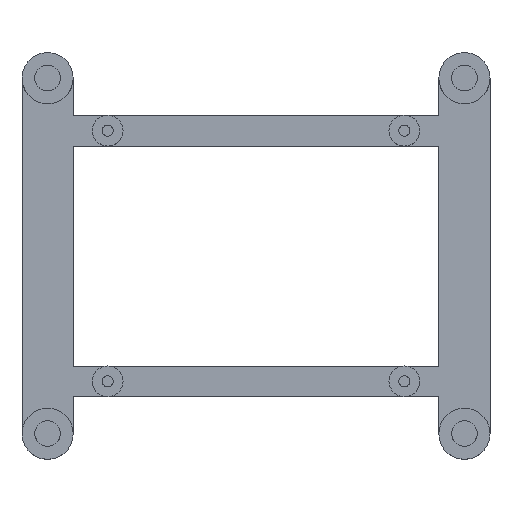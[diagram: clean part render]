
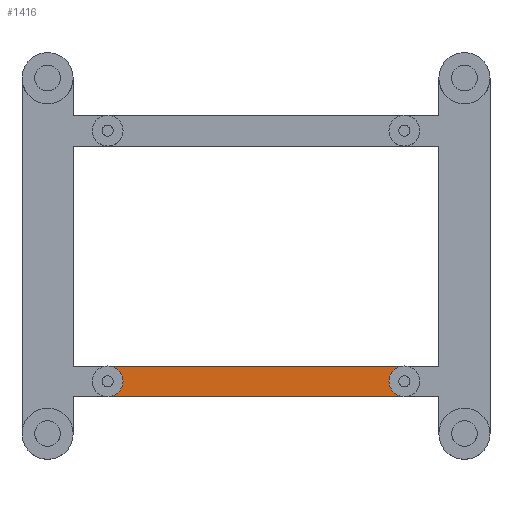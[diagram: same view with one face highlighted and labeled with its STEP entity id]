
A CAD part, top view. The second image highlights one B-rep face of the part: STEP entity #1416.
In plain terms, the highlighted planar face has unit normal (0, 0, 1).
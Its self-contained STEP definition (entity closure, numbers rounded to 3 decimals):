
#126 = PLANE('',#127);
#127 = AXIS2_PLACEMENT_3D('',#128,#129,#130);
#128 = CARTESIAN_POINT('',(40.75,13.25,1.));
#129 = DIRECTION('',(0.,1.,0.));
#130 = DIRECTION('',(0.,-0.,1.));
#373 = VERTEX_POINT('',#374);
#374 = CARTESIAN_POINT('',(11.75,7.25,2.));
#388 = PLANE('',#389);
#389 = AXIS2_PLACEMENT_3D('',#390,#391,#392);
#390 = CARTESIAN_POINT('',(40.75,7.25,1.));
#391 = DIRECTION('',(0.,-1.,0.));
#392 = DIRECTION('',(0.,0.,-1.));
#401 = VERTEX_POINT('',#402);
#402 = CARTESIAN_POINT('',(11.75,13.25,2.));
#417 = CYLINDRICAL_SURFACE('',#418,3.);
#418 = AXIS2_PLACEMENT_3D('',#419,#420,#421);
#419 = CARTESIAN_POINT('',(11.75,10.25,2.));
#420 = DIRECTION('',(-0.,-0.,-1.));
#421 = DIRECTION('',(1.,0.,0.));
#1220 = EDGE_CURVE('',#1221,#401,#1223,.T.);
#1221 = VERTEX_POINT('',#1222);
#1222 = CARTESIAN_POINT('',(14.75,10.25,2.));
#1223 = SURFACE_CURVE('',#1224,(#1229,#1236),.PCURVE_S1.);
#1224 = CIRCLE('',#1225,3.);
#1225 = AXIS2_PLACEMENT_3D('',#1226,#1227,#1228);
#1226 = CARTESIAN_POINT('',(11.75,10.25,2.));
#1227 = DIRECTION('',(0.,0.,1.));
#1228 = DIRECTION('',(1.,0.,0.));
#1229 = PCURVE('',#417,#1230);
#1230 = DEFINITIONAL_REPRESENTATION('',(#1231),#1235);
#1231 = LINE('',#1232,#1233);
#1232 = CARTESIAN_POINT('',(-0.,0.));
#1233 = VECTOR('',#1234,1.);
#1234 = DIRECTION('',(-1.,0.));
#1235 = ( GEOMETRIC_REPRESENTATION_CONTEXT(2) 
PARAMETRIC_REPRESENTATION_CONTEXT() REPRESENTATION_CONTEXT('2D SPACE',''
  ) );
#1236 = PCURVE('',#1237,#1242);
#1237 = PLANE('',#1238);
#1238 = AXIS2_PLACEMENT_3D('',#1239,#1240,#1241);
#1239 = CARTESIAN_POINT('',(40.75,10.25,2.));
#1240 = DIRECTION('',(0.,0.,1.));
#1241 = DIRECTION('',(1.,0.,-0.));
#1242 = DEFINITIONAL_REPRESENTATION('',(#1243),#1247);
#1243 = CIRCLE('',#1244,3.);
#1244 = AXIS2_PLACEMENT_2D('',#1245,#1246);
#1245 = CARTESIAN_POINT('',(-29.,0.));
#1246 = DIRECTION('',(1.,0.));
#1247 = ( GEOMETRIC_REPRESENTATION_CONTEXT(2) 
PARAMETRIC_REPRESENTATION_CONTEXT() REPRESENTATION_CONTEXT('2D SPACE',''
  ) );
#1300 = EDGE_CURVE('',#373,#1221,#1301,.T.);
#1301 = SURFACE_CURVE('',#1302,(#1307,#1314),.PCURVE_S1.);
#1302 = CIRCLE('',#1303,3.);
#1303 = AXIS2_PLACEMENT_3D('',#1304,#1305,#1306);
#1304 = CARTESIAN_POINT('',(11.75,10.25,2.));
#1305 = DIRECTION('',(0.,0.,1.));
#1306 = DIRECTION('',(1.,0.,0.));
#1307 = PCURVE('',#417,#1308);
#1308 = DEFINITIONAL_REPRESENTATION('',(#1309),#1313);
#1309 = LINE('',#1310,#1311);
#1310 = CARTESIAN_POINT('',(-0.,0.));
#1311 = VECTOR('',#1312,1.);
#1312 = DIRECTION('',(-1.,0.));
#1313 = ( GEOMETRIC_REPRESENTATION_CONTEXT(2) 
PARAMETRIC_REPRESENTATION_CONTEXT() REPRESENTATION_CONTEXT('2D SPACE',''
  ) );
#1314 = PCURVE('',#1237,#1315);
#1315 = DEFINITIONAL_REPRESENTATION('',(#1316),#1320);
#1316 = CIRCLE('',#1317,3.);
#1317 = AXIS2_PLACEMENT_2D('',#1318,#1319);
#1318 = CARTESIAN_POINT('',(-29.,0.));
#1319 = DIRECTION('',(1.,0.));
#1320 = ( GEOMETRIC_REPRESENTATION_CONTEXT(2) 
PARAMETRIC_REPRESENTATION_CONTEXT() REPRESENTATION_CONTEXT('2D SPACE',''
  ) );
#1416 = ADVANCED_FACE('',(#1417),#1237,.T.);
#1417 = FACE_BOUND('',#1418,.T.);
#1418 = EDGE_LOOP('',(#1419,#1420,#1421,#1444,#1477,#1505));
#1419 = ORIENTED_EDGE('',*,*,#1220,.F.);
#1420 = ORIENTED_EDGE('',*,*,#1300,.F.);
#1421 = ORIENTED_EDGE('',*,*,#1422,.T.);
#1422 = EDGE_CURVE('',#373,#1423,#1425,.T.);
#1423 = VERTEX_POINT('',#1424);
#1424 = CARTESIAN_POINT('',(69.75,7.25,2.));
#1425 = SURFACE_CURVE('',#1426,(#1430,#1437),.PCURVE_S1.);
#1426 = LINE('',#1427,#1428);
#1427 = CARTESIAN_POINT('',(0.,7.25,2.));
#1428 = VECTOR('',#1429,1.);
#1429 = DIRECTION('',(1.,0.,0.));
#1430 = PCURVE('',#1237,#1431);
#1431 = DEFINITIONAL_REPRESENTATION('',(#1432),#1436);
#1432 = LINE('',#1433,#1434);
#1433 = CARTESIAN_POINT('',(-40.75,-3.));
#1434 = VECTOR('',#1435,1.);
#1435 = DIRECTION('',(1.,0.));
#1436 = ( GEOMETRIC_REPRESENTATION_CONTEXT(2) 
PARAMETRIC_REPRESENTATION_CONTEXT() REPRESENTATION_CONTEXT('2D SPACE',''
  ) );
#1437 = PCURVE('',#388,#1438);
#1438 = DEFINITIONAL_REPRESENTATION('',(#1439),#1443);
#1439 = LINE('',#1440,#1441);
#1440 = CARTESIAN_POINT('',(-1.,-40.75));
#1441 = VECTOR('',#1442,1.);
#1442 = DIRECTION('',(0.,1.));
#1443 = ( GEOMETRIC_REPRESENTATION_CONTEXT(2) 
PARAMETRIC_REPRESENTATION_CONTEXT() REPRESENTATION_CONTEXT('2D SPACE',''
  ) );
#1444 = ORIENTED_EDGE('',*,*,#1445,.T.);
#1445 = EDGE_CURVE('',#1423,#1446,#1448,.T.);
#1446 = VERTEX_POINT('',#1447);
#1447 = CARTESIAN_POINT('',(66.75,10.25,2.));
#1448 = SURFACE_CURVE('',#1449,(#1454,#1465),.PCURVE_S1.);
#1449 = CIRCLE('',#1450,3.);
#1450 = AXIS2_PLACEMENT_3D('',#1451,#1452,#1453);
#1451 = CARTESIAN_POINT('',(69.75,10.25,2.));
#1452 = DIRECTION('',(0.,0.,-1.));
#1453 = DIRECTION('',(-1.,-0.,-0.));
#1454 = PCURVE('',#1237,#1455);
#1455 = DEFINITIONAL_REPRESENTATION('',(#1456),#1464);
#1456 = ( BOUNDED_CURVE() B_SPLINE_CURVE(2,(#1457,#1458,#1459,#1460,
#1461,#1462,#1463),.UNSPECIFIED.,.T.,.F.) B_SPLINE_CURVE_WITH_KNOTS((1,2
    ,2,2,2,1),(-2.094,0.,2.094,4.189,
6.283,8.378),.UNSPECIFIED.) CURVE() 
GEOMETRIC_REPRESENTATION_ITEM() RATIONAL_B_SPLINE_CURVE((1.,0.5,1.,0.5,
1.,0.5,1.)) REPRESENTATION_ITEM('') );
#1457 = CARTESIAN_POINT('',(26.,0.));
#1458 = CARTESIAN_POINT('',(26.,5.196));
#1459 = CARTESIAN_POINT('',(30.5,2.598));
#1460 = CARTESIAN_POINT('',(35.,0.));
#1461 = CARTESIAN_POINT('',(30.5,-2.598));
#1462 = CARTESIAN_POINT('',(26.,-5.196));
#1463 = CARTESIAN_POINT('',(26.,0.));
#1464 = ( GEOMETRIC_REPRESENTATION_CONTEXT(2) 
PARAMETRIC_REPRESENTATION_CONTEXT() REPRESENTATION_CONTEXT('2D SPACE',''
  ) );
#1465 = PCURVE('',#1466,#1471);
#1466 = CYLINDRICAL_SURFACE('',#1467,3.);
#1467 = AXIS2_PLACEMENT_3D('',#1468,#1469,#1470);
#1468 = CARTESIAN_POINT('',(69.75,10.25,2.));
#1469 = DIRECTION('',(0.,0.,-1.));
#1470 = DIRECTION('',(-1.,-0.,-0.));
#1471 = DEFINITIONAL_REPRESENTATION('',(#1472),#1476);
#1472 = LINE('',#1473,#1474);
#1473 = CARTESIAN_POINT('',(0.,0.));
#1474 = VECTOR('',#1475,1.);
#1475 = DIRECTION('',(1.,0.));
#1476 = ( GEOMETRIC_REPRESENTATION_CONTEXT(2) 
PARAMETRIC_REPRESENTATION_CONTEXT() REPRESENTATION_CONTEXT('2D SPACE',''
  ) );
#1477 = ORIENTED_EDGE('',*,*,#1478,.T.);
#1478 = EDGE_CURVE('',#1446,#1479,#1481,.T.);
#1479 = VERTEX_POINT('',#1480);
#1480 = CARTESIAN_POINT('',(69.75,13.25,2.));
#1481 = SURFACE_CURVE('',#1482,(#1487,#1498),.PCURVE_S1.);
#1482 = CIRCLE('',#1483,3.);
#1483 = AXIS2_PLACEMENT_3D('',#1484,#1485,#1486);
#1484 = CARTESIAN_POINT('',(69.75,10.25,2.));
#1485 = DIRECTION('',(0.,0.,-1.));
#1486 = DIRECTION('',(-1.,-0.,-0.));
#1487 = PCURVE('',#1237,#1488);
#1488 = DEFINITIONAL_REPRESENTATION('',(#1489),#1497);
#1489 = ( BOUNDED_CURVE() B_SPLINE_CURVE(2,(#1490,#1491,#1492,#1493,
#1494,#1495,#1496),.UNSPECIFIED.,.T.,.F.) B_SPLINE_CURVE_WITH_KNOTS((1,2
    ,2,2,2,1),(-2.094,0.,2.094,4.189,
6.283,8.378),.UNSPECIFIED.) CURVE() 
GEOMETRIC_REPRESENTATION_ITEM() RATIONAL_B_SPLINE_CURVE((1.,0.5,1.,0.5,
1.,0.5,1.)) REPRESENTATION_ITEM('') );
#1490 = CARTESIAN_POINT('',(26.,0.));
#1491 = CARTESIAN_POINT('',(26.,5.196));
#1492 = CARTESIAN_POINT('',(30.5,2.598));
#1493 = CARTESIAN_POINT('',(35.,0.));
#1494 = CARTESIAN_POINT('',(30.5,-2.598));
#1495 = CARTESIAN_POINT('',(26.,-5.196));
#1496 = CARTESIAN_POINT('',(26.,0.));
#1497 = ( GEOMETRIC_REPRESENTATION_CONTEXT(2) 
PARAMETRIC_REPRESENTATION_CONTEXT() REPRESENTATION_CONTEXT('2D SPACE',''
  ) );
#1498 = PCURVE('',#1466,#1499);
#1499 = DEFINITIONAL_REPRESENTATION('',(#1500),#1504);
#1500 = LINE('',#1501,#1502);
#1501 = CARTESIAN_POINT('',(0.,0.));
#1502 = VECTOR('',#1503,1.);
#1503 = DIRECTION('',(1.,0.));
#1504 = ( GEOMETRIC_REPRESENTATION_CONTEXT(2) 
PARAMETRIC_REPRESENTATION_CONTEXT() REPRESENTATION_CONTEXT('2D SPACE',''
  ) );
#1505 = ORIENTED_EDGE('',*,*,#1506,.T.);
#1506 = EDGE_CURVE('',#1479,#401,#1507,.T.);
#1507 = SURFACE_CURVE('',#1508,(#1512,#1519),.PCURVE_S1.);
#1508 = LINE('',#1509,#1510);
#1509 = CARTESIAN_POINT('',(81.5,13.25,2.));
#1510 = VECTOR('',#1511,1.);
#1511 = DIRECTION('',(-1.,-0.,-0.));
#1512 = PCURVE('',#1237,#1513);
#1513 = DEFINITIONAL_REPRESENTATION('',(#1514),#1518);
#1514 = LINE('',#1515,#1516);
#1515 = CARTESIAN_POINT('',(40.75,3.));
#1516 = VECTOR('',#1517,1.);
#1517 = DIRECTION('',(-1.,0.));
#1518 = ( GEOMETRIC_REPRESENTATION_CONTEXT(2) 
PARAMETRIC_REPRESENTATION_CONTEXT() REPRESENTATION_CONTEXT('2D SPACE',''
  ) );
#1519 = PCURVE('',#126,#1520);
#1520 = DEFINITIONAL_REPRESENTATION('',(#1521),#1525);
#1521 = LINE('',#1522,#1523);
#1522 = CARTESIAN_POINT('',(1.,40.75));
#1523 = VECTOR('',#1524,1.);
#1524 = DIRECTION('',(0.,-1.));
#1525 = ( GEOMETRIC_REPRESENTATION_CONTEXT(2) 
PARAMETRIC_REPRESENTATION_CONTEXT() REPRESENTATION_CONTEXT('2D SPACE',''
  ) );
